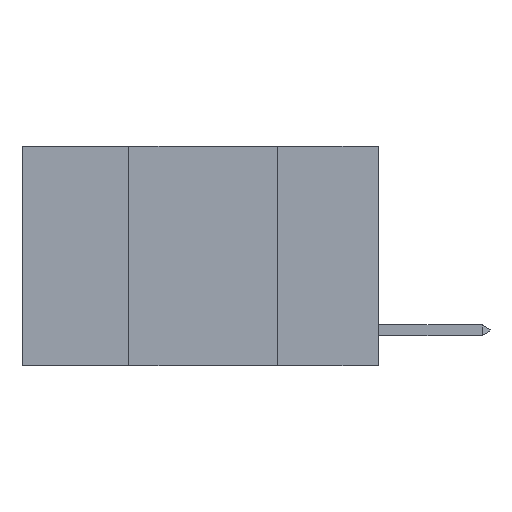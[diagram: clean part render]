
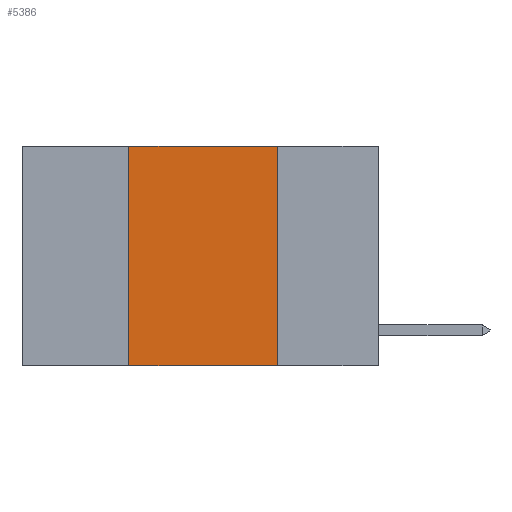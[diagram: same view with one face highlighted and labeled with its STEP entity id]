
A CAD part, left-side view. The second image highlights one B-rep face of the part: STEP entity #5386.
In plain terms, the highlighted planar face has unit normal (-1, 0, 0).
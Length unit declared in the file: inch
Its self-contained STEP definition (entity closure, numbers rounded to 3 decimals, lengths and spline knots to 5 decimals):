
#1252 = VERTEX_POINT ( 'NONE', #10555 ) ;
#1296 = AXIS2_PLACEMENT_3D ( 'NONE', #3680, #8679, #9509 ) ;
#1383 = LINE ( 'NONE', #5059, #9635 ) ;
#1426 = VERTEX_POINT ( 'NONE', #4036 ) ;
#1793 = VERTEX_POINT ( 'NONE', #9607 ) ;
#2670 = VECTOR ( 'NONE', #8941, 39.37008 ) ;
#2884 = ORIENTED_EDGE ( 'NONE', *, *, #4046, .F. ) ;
#3068 = VERTEX_POINT ( 'NONE', #6148 ) ;
#3311 = FACE_OUTER_BOUND ( 'NONE', #8087, .T. ) ;
#3330 = LINE ( 'NONE', #7722, #7093 ) ;
#3602 = VECTOR ( 'NONE', #10090, 39.37008 ) ;
#3680 = CARTESIAN_POINT ( 'NONE',  ( 0., 0.6, 0. ) ) ;
#4036 = CARTESIAN_POINT ( 'NONE',  ( 0., 0.42, 0. ) ) ;
#4046 = EDGE_CURVE ( 'NONE', #3068, #1793, #5761, .T. ) ;
#4114 = EDGE_CURVE ( 'NONE', #1252, #1426, #3330, .T. ) ;
#4278 = CARTESIAN_POINT ( 'NONE',  ( 0., 0.17, 0. ) ) ;
#4820 = LINE ( 'NONE', #5546, #2670 ) ;
#5059 = CARTESIAN_POINT ( 'NONE',  ( 0., 0.6, -0.37 ) ) ;
#5386 = ADVANCED_FACE ( 'NONE', ( #3311 ), #6950, .F. ) ;
#5546 = CARTESIAN_POINT ( 'NONE',  ( 0., 0.6, 0. ) ) ;
#5761 = LINE ( 'NONE', #4278, #3602 ) ;
#6148 = CARTESIAN_POINT ( 'NONE',  ( 0., 0.17, 0. ) ) ;
#6950 = PLANE ( 'NONE',  #1296 ) ;
#7093 = VECTOR ( 'NONE', #10170, 39.37008 ) ;
#7390 = EDGE_CURVE ( 'NONE', #1252, #1793, #1383, .T. ) ;
#7481 = DIRECTION ( 'NONE',  ( 0., -1., 0. ) ) ;
#7660 = EDGE_CURVE ( 'NONE', #1426, #3068, #4820, .T. ) ;
#7722 = CARTESIAN_POINT ( 'NONE',  ( 0., 0.42, 0. ) ) ;
#7900 = ORIENTED_EDGE ( 'NONE', *, *, #4114, .F. ) ;
#8087 = EDGE_LOOP ( 'NONE', ( #2884, #10151, #7900, #9417 ) ) ;
#8679 = DIRECTION ( 'NONE',  ( 1., 0., 0. ) ) ;
#8941 = DIRECTION ( 'NONE',  ( 0., -1., 0. ) ) ;
#9417 = ORIENTED_EDGE ( 'NONE', *, *, #7390, .T. ) ;
#9509 = DIRECTION ( 'NONE',  ( 0., 0., -1. ) ) ;
#9607 = CARTESIAN_POINT ( 'NONE',  ( 0., 0.17, -0.37 ) ) ;
#9635 = VECTOR ( 'NONE', #7481, 39.37008 ) ;
#10090 = DIRECTION ( 'NONE',  ( 0., 0., -1. ) ) ;
#10151 = ORIENTED_EDGE ( 'NONE', *, *, #7660, .F. ) ;
#10170 = DIRECTION ( 'NONE',  ( 0., 0., 1. ) ) ;
#10555 = CARTESIAN_POINT ( 'NONE',  ( 0., 0.42, -0.37 ) ) ;
